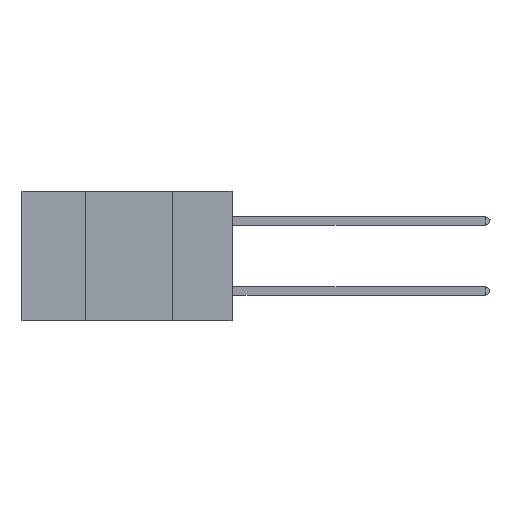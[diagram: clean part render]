
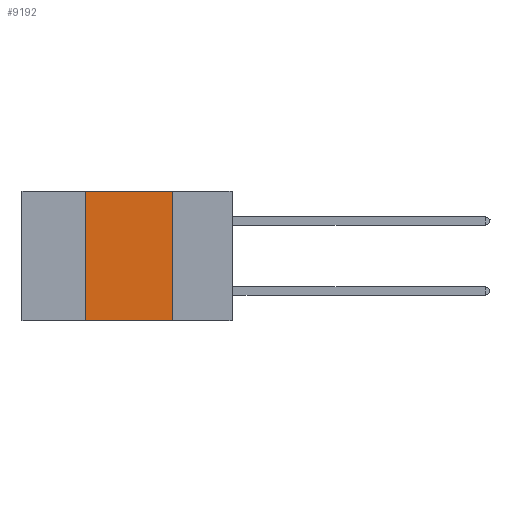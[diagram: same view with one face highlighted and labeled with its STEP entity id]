
A CAD part, left-side view. The second image highlights one B-rep face of the part: STEP entity #9192.
In plain terms, the highlighted planar face has unit normal (-1, 0, 0).
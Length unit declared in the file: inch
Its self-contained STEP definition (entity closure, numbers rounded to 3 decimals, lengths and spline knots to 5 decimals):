
#242 = EDGE_CURVE ( 'NONE', #5134, #14635, #5557, .T. ) ;
#559 = CARTESIAN_POINT ( 'NONE',  ( 0., 0.42, -0.37 ) ) ;
#939 = ORIENTED_EDGE ( 'NONE', *, *, #242, .T. ) ;
#1157 = CARTESIAN_POINT ( 'NONE',  ( 0., 0.6, -0.37 ) ) ;
#1616 = AXIS2_PLACEMENT_3D ( 'NONE', #4956, #9514, #6631 ) ;
#1636 = LINE ( 'NONE', #7517, #5277 ) ;
#2055 = PLANE ( 'NONE',  #1616 ) ;
#2134 = EDGE_CURVE ( 'NONE', #13293, #2514, #17591, .T. ) ;
#2514 = VERTEX_POINT ( 'NONE', #14573 ) ;
#4561 = VECTOR ( 'NONE', #9990, 39.37008 ) ;
#4956 = CARTESIAN_POINT ( 'NONE',  ( 0., 0.6, 0. ) ) ;
#5134 = VERTEX_POINT ( 'NONE', #559 ) ;
#5246 = CARTESIAN_POINT ( 'NONE',  ( 0., 0.6, 0. ) ) ;
#5277 = VECTOR ( 'NONE', #12392, 39.37008 ) ;
#5557 = LINE ( 'NONE', #1157, #9557 ) ;
#5798 = EDGE_CURVE ( 'NONE', #2514, #14635, #14675, .T. ) ;
#5945 = FACE_OUTER_BOUND ( 'NONE', #12846, .T. ) ;
#6631 = DIRECTION ( 'NONE',  ( 0., 0., -1. ) ) ;
#7285 = CARTESIAN_POINT ( 'NONE',  ( 0., 0.17, 0. ) ) ;
#7517 = CARTESIAN_POINT ( 'NONE',  ( 0., 0.42, 0. ) ) ;
#8756 = CARTESIAN_POINT ( 'NONE',  ( 0., 0.17, -0.37 ) ) ;
#9192 = ADVANCED_FACE ( 'NONE', ( #5945 ), #2055, .F. ) ;
#9514 = DIRECTION ( 'NONE',  ( 1., 0., 0. ) ) ;
#9557 = VECTOR ( 'NONE', #19299, 39.37008 ) ;
#9910 = DIRECTION ( 'NONE',  ( 0., -1., 0. ) ) ;
#9990 = DIRECTION ( 'NONE',  ( 0., 0., -1. ) ) ;
#11858 = VECTOR ( 'NONE', #9910, 39.37008 ) ;
#12392 = DIRECTION ( 'NONE',  ( 0., 0., 1. ) ) ;
#12846 = EDGE_LOOP ( 'NONE', ( #16551, #13330, #18866, #939 ) ) ;
#13293 = VERTEX_POINT ( 'NONE', #16354 ) ;
#13330 = ORIENTED_EDGE ( 'NONE', *, *, #2134, .F. ) ;
#14573 = CARTESIAN_POINT ( 'NONE',  ( 0., 0.17, 0. ) ) ;
#14635 = VERTEX_POINT ( 'NONE', #8756 ) ;
#14675 = LINE ( 'NONE', #7285, #4561 ) ;
#15715 = EDGE_CURVE ( 'NONE', #5134, #13293, #1636, .T. ) ;
#16354 = CARTESIAN_POINT ( 'NONE',  ( 0., 0.42, 0. ) ) ;
#16551 = ORIENTED_EDGE ( 'NONE', *, *, #5798, .F. ) ;
#17591 = LINE ( 'NONE', #5246, #11858 ) ;
#18866 = ORIENTED_EDGE ( 'NONE', *, *, #15715, .F. ) ;
#19299 = DIRECTION ( 'NONE',  ( 0., -1., 0. ) ) ;
